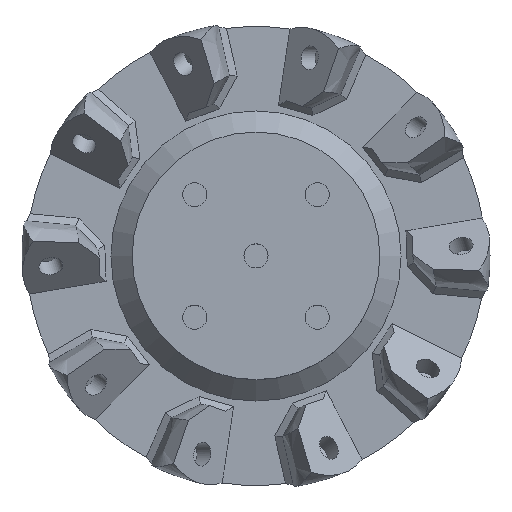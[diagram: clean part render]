
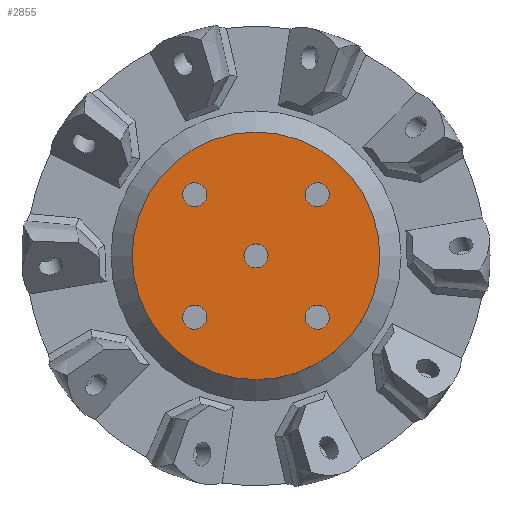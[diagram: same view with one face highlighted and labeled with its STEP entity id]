
A CAD part, top view. The second image highlights one B-rep face of the part: STEP entity #2855.
In plain terms, the highlighted planar face has unit normal (0, 0, 1).
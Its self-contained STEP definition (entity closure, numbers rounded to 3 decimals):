
#256=FACE_BOUND('',#693,.T.);
#257=FACE_BOUND('',#694,.T.);
#258=FACE_BOUND('',#695,.T.);
#259=FACE_BOUND('',#696,.T.);
#260=FACE_BOUND('',#697,.T.);
#278=CIRCLE('',#3009,1.7);
#289=CIRCLE('',#3031,17.5);
#291=CIRCLE('',#3034,1.7);
#313=CIRCLE('',#3098,1.7);
#314=CIRCLE('',#3100,1.7);
#315=CIRCLE('',#3102,1.7);
#374=PLANE('',#3101);
#519=FACE_OUTER_BOUND('',#692,.T.);
#692=EDGE_LOOP('',(#2371));
#693=EDGE_LOOP('',(#2372));
#694=EDGE_LOOP('',(#2373));
#695=EDGE_LOOP('',(#2374));
#696=EDGE_LOOP('',(#2375));
#697=EDGE_LOOP('',(#2376));
#1214=VERTEX_POINT('',#4102);
#1225=VERTEX_POINT('',#4136);
#1227=VERTEX_POINT('',#4142);
#1349=VERTEX_POINT('',#5404);
#1350=VERTEX_POINT('',#5408);
#1351=VERTEX_POINT('',#5412);
#1550=EDGE_CURVE('',#1214,#1214,#278,.T.);
#1562=EDGE_CURVE('',#1225,#1225,#289,.T.);
#1566=EDGE_CURVE('',#1227,#1227,#291,.F.);
#1730=EDGE_CURVE('',#1349,#1349,#313,.F.);
#1732=EDGE_CURVE('',#1350,#1350,#314,.F.);
#1733=EDGE_CURVE('',#1351,#1351,#315,.F.);
#2371=ORIENTED_EDGE('',*,*,#1562,.T.);
#2372=ORIENTED_EDGE('',*,*,#1550,.T.);
#2373=ORIENTED_EDGE('',*,*,#1733,.T.);
#2374=ORIENTED_EDGE('',*,*,#1566,.T.);
#2375=ORIENTED_EDGE('',*,*,#1730,.T.);
#2376=ORIENTED_EDGE('',*,*,#1732,.T.);
#2855=ADVANCED_FACE('',(#519,#256,#257,#258,#259,#260),#374,.F.);
#3009=AXIS2_PLACEMENT_3D('',#4103,#3462,#3463);
#3031=AXIS2_PLACEMENT_3D('',#4137,#3507,#3508);
#3034=AXIS2_PLACEMENT_3D('',#4144,#3515,#3516);
#3098=AXIS2_PLACEMENT_3D('',#5406,#3675,#3676);
#3100=AXIS2_PLACEMENT_3D('',#5410,#3680,#3681);
#3101=AXIS2_PLACEMENT_3D('',#5411,#3682,#3683);
#3102=AXIS2_PLACEMENT_3D('',#5413,#3684,#3685);
#3462=DIRECTION('center_axis',(0.,0.,-1.));
#3463=DIRECTION('ref_axis',(1.,0.,0.));
#3507=DIRECTION('center_axis',(0.,0.,1.));
#3508=DIRECTION('ref_axis',(-1.,0.,0.));
#3515=DIRECTION('center_axis',(0.,0.,1.));
#3516=DIRECTION('ref_axis',(-1.,0.,0.));
#3675=DIRECTION('center_axis',(0.,0.,1.));
#3676=DIRECTION('ref_axis',(-1.,0.,0.));
#3680=DIRECTION('center_axis',(0.,0.,1.));
#3681=DIRECTION('ref_axis',(-1.,0.,0.));
#3682=DIRECTION('center_axis',(0.,0.,-1.));
#3683=DIRECTION('ref_axis',(-1.,0.,0.));
#3684=DIRECTION('center_axis',(0.,0.,1.));
#3685=DIRECTION('ref_axis',(-1.,0.,0.));
#4102=CARTESIAN_POINT('',(-1.7,0.,0.));
#4103=CARTESIAN_POINT('Origin',(0.,0.,0.));
#4136=CARTESIAN_POINT('',(17.5,0.,0.));
#4137=CARTESIAN_POINT('Origin',(0.,0.,0.));
#4142=CARTESIAN_POINT('',(-6.962,-8.662,0.));
#4144=CARTESIAN_POINT('Origin',(-8.662,-8.662,0.));
#5404=CARTESIAN_POINT('',(10.362,-8.662,0.));
#5406=CARTESIAN_POINT('Origin',(8.662,-8.662,0.));
#5408=CARTESIAN_POINT('',(-6.962,8.662,0.));
#5410=CARTESIAN_POINT('Origin',(-8.662,8.662,0.));
#5411=CARTESIAN_POINT('Origin',(0.,0.,0.));
#5412=CARTESIAN_POINT('',(10.362,8.662,0.));
#5413=CARTESIAN_POINT('Origin',(8.662,8.662,0.));
